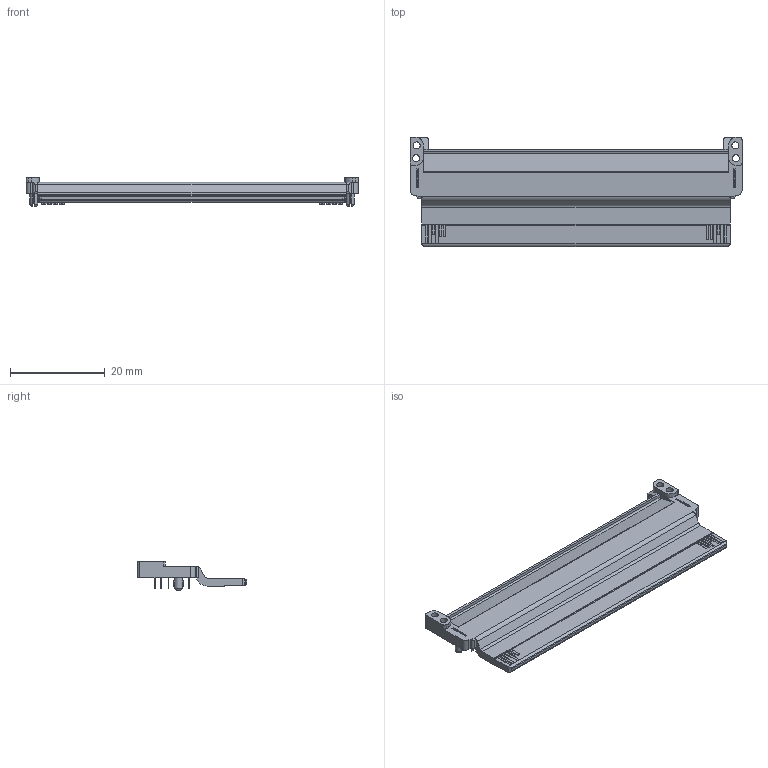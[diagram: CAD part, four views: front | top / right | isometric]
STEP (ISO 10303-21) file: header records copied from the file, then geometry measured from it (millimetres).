
FILE_DESCRIPTION(/* description */ (''),/* implementation_level */ '2;1');
FILE_NAME(/* name */ 'ITB_16231701301000.stp',/* time_stamp */ '2016-05-17T17:13:15+02:00',/* author */ ('riccim'),/* organization */ (''),/* preprocessor_version */ 'ST-DEVELOPER v15.5',/* originating_system */ 'AutoCAD Mechanical',/* authorisation */ '');
FILE_SCHEMA (('AUTOMOTIVE_DESIGN { 1 0 10303 214 3 1 1 }'));
Length unit declared in the file: millimetre
Products named in the file (1): Product
Bounding box: 69.9 x 23 x 6.05 mm (x, y, z)
Volume: 2424.5 mm3; surface area: 3730.4 mm2
Topology: 53 solids, 53 shells, 598 faces, 1506 edges, 1008 vertices
Faces by surface type: plane 426, cylinder 168, cone 4
Full cylindrical faces by diameter (mm): 1.47 x2, 1.5 x2
Entity records: 17995 total; most frequent: CARTESIAN_POINT 3225, DIRECTION 3035, ORIENTED_EDGE 3004, EDGE_CURVE 1502, LINE 1119, VECTOR 1119, VERTEX_POINT 1008, AXIS2_PLACEMENT_3D 958
